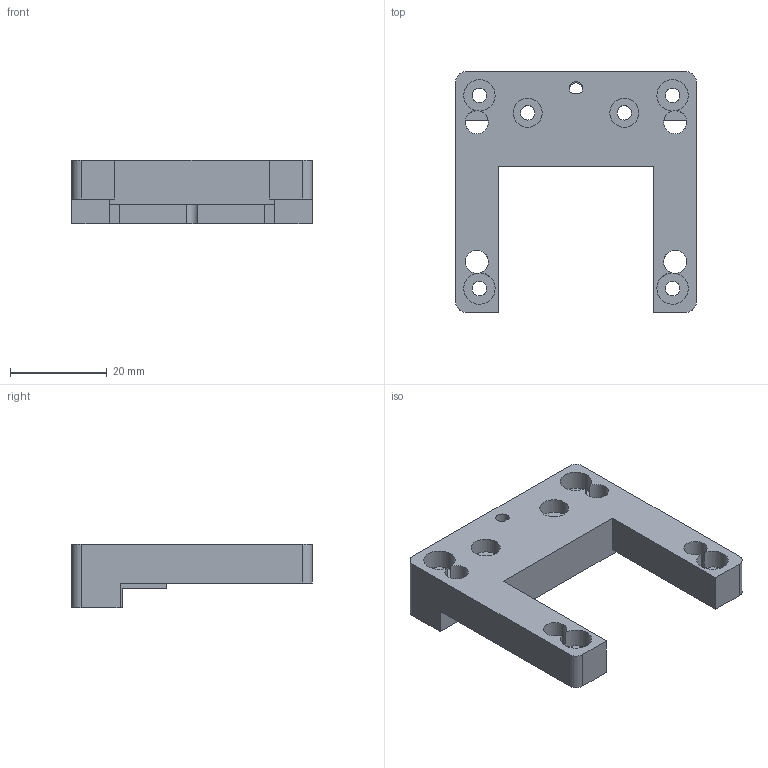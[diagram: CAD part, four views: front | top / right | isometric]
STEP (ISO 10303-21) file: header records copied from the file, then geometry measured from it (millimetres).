
FILE_DESCRIPTION(/* description */ (''),/* implementation_level */ '2;1');
FILE_NAME(/* name */ '30_Linear_Stage_NEMA11_China_lid_standing_v2.ipt.step',/* time_stamp */ '2022-11-29T08:23:13+01:00',/* author */ ('wanghaoran'),/* organization */ (''),/* preprocessor_version */ 'ST-DEVELOPER v18.1',/* originating_system */ 'Autodesk Inventor 2022',/* authorisation */ '');
FILE_SCHEMA (('AUTOMOTIVE_DESIGN { 1 0 10303 214 3 1 1 }'));
Length unit declared in the file: millimetre
Products named in the file (1): 30_Linear_Stage_NEMA11_China_lid_standing_v2
Bounding box: 49.8 x 49.8 x 13.1 mm (x, y, z)
Volume: 12681.4 mm3; surface area: 6884.1 mm2
Topology: 1 solids, 1 shells, 57 faces, 160 edges, 104 vertices
Faces by surface type: plane 35, cylinder 22
Full cylindrical faces by diameter (mm): 3 x6, 4.8 x4, 6 x2
Entity records: 1935 total; most frequent: DIRECTION 336, CARTESIAN_POINT 322, ORIENTED_EDGE 320, EDGE_CURVE 160, AXIS2_PLACEMENT_3D 118, VERTEX_POINT 104, LINE 100, VECTOR 100
